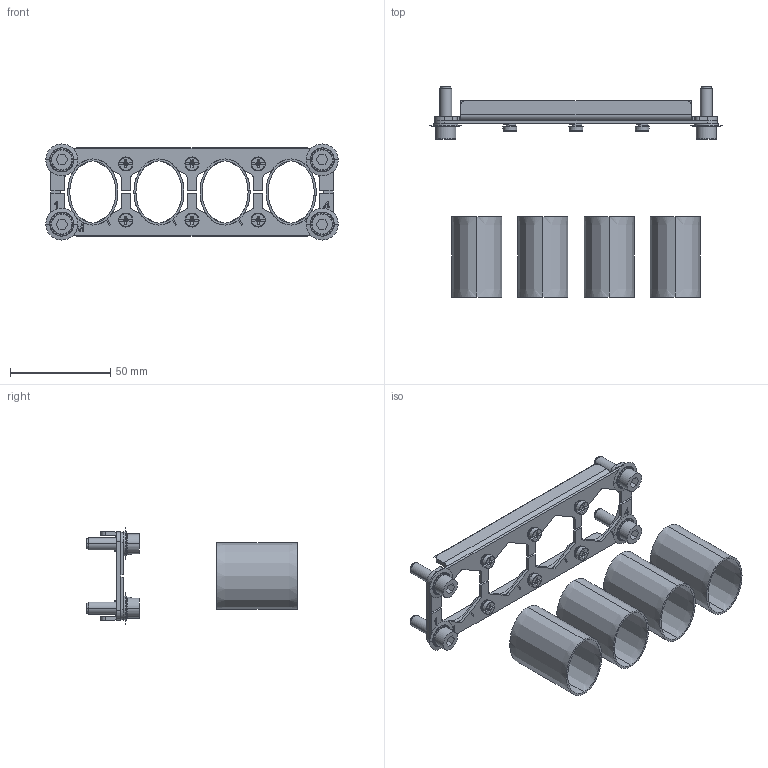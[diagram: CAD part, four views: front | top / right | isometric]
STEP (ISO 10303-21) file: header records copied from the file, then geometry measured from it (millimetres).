
FILE_DESCRIPTION((''),'2;1');
FILE_NAME('_1111','2019-10-31T',('lian.chen'),(''),'PRO/ENGINEER BY PARAMETRIC TECHNOLOGY CORPORATION, 2012480','PRO/ENGINEER BY PARAMETRIC TECHNOLOGY CORPORATION, 2012480','');
FILE_SCHEMA(('CONFIG_CONTROL_DESIGN'));
Products named in the file (1): _1111
Bounding box: 145.96 x 104.9 x 47.96 mm (x, y, z)
Volume: 31784 mm3; surface area: 58772.3 mm2
Topology: 15 solids, 36 shells, 1477 faces, 4036 edges, 2626 vertices
Faces by surface type: bspline 656, plane 405, cylinder 240, cone 132, torus 24, extrusion 20
Entity records: 94240 total; most frequent: CARTESIAN_POINT 62052, ORIENTED_EDGE 7924, DIRECTION 4414, EDGE_CURVE 4038, VERTEX_POINT 2628, B_SPLINE_CURVE_WITH_KNOTS 1948, EDGE_LOOP 1570, AXIS2_PLACEMENT_3D 1482
